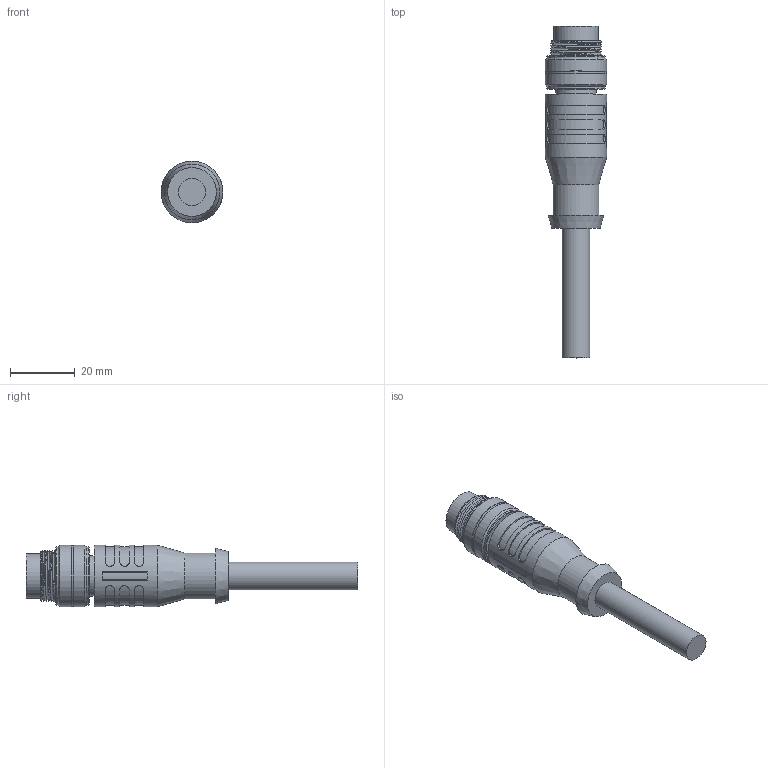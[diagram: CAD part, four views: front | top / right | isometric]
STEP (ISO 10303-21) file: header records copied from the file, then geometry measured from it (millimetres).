
FILE_DESCRIPTION (( 'STEP AP203' ), '1' );
FILE_NAME ('DWZ3-¡ÁP00.STEP', '2021-08-09T06:55:33', ( 'AutoBVT' ), ( 'Microsoft' ), 'SwSTEP 2.0', 'SolidWorks 2017', '' );
FILE_SCHEMA (( 'CONFIG_CONTROL_DESIGN' ));
Length unit declared in the file: millimetre
Products named in the file (1): DWZ3-℅P00
Bounding box: 19 x 102.5 x 19 mm (x, y, z)
Volume: 15165.6 mm3; surface area: 7117.6 mm2
Topology: 1 solids, 4 shells, 117 faces, 279 edges, 183 vertices
Faces by surface type: cylinder 53, plane 51, cone 7, bspline 3, sphere 3
Full cylindrical faces by diameter (mm): 1.5 x6, 2 x3, 8.5 x1, 12.4 x1, 12.6 x1, 12.7 x1, 13.6 x1, 14 x1, 14.2 x1, 16 x1, 18 x2, 18.6 x1, 19 x3
Entity records: 4680 total; most frequent: CARTESIAN_POINT 2173, DIRECTION 515, ORIENTED_EDGE 434, EDGE_CURVE 217, AXIS2_PLACEMENT_3D 217, EDGE_LOOP 175, VERTEX_POINT 160, FACE_OUTER_BOUND 140
